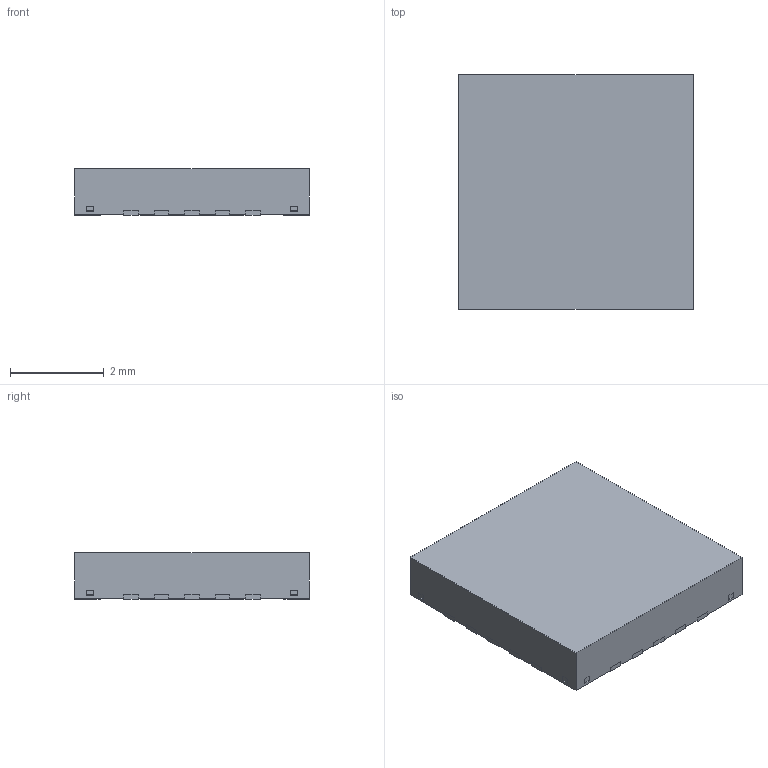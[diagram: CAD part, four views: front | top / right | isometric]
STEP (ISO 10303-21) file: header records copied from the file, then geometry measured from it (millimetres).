
FILE_DESCRIPTION((''),'2;1');
FILE_NAME('RGW0020B_ASM','2016-06-28T',('a0412086'),(''),'CREO PARAMETRIC BY PTC INC, 2016050','CREO PARAMETRIC BY PTC INC, 2016050','');
FILE_SCHEMA(('AUTOMOTIVE_DESIGN { 1 0 10303 214 1 1 1 1 }'));
Length unit declared in the file: millimetre
Products named in the file (4): BODY-QFN; FRAME-RGW0020B; PIN1-ID; RGW0020B_ASM
Assembly tree (3 placements, depth 2):
  RGW0020B_ASM
    BODY-QFN
    FRAME-RGW0020B
    PIN1-ID
Bounding box: 5 x 5 x 1 mm (x, y, z)
Volume: 24.6 mm3; surface area: 100.5 mm2
Topology: 26 solids, 26 shells, 285 faces, 690 edges, 460 vertices
Faces by surface type: plane 245, cylinder 40
Entity records: 11055 total; most frequent: CARTESIAN_POINT 1449, ORIENTED_EDGE 1380, DIRECTION 1354, PRESENTATION_STYLE_ASSIGNMENT 738, STYLED_ITEM 716, CURVE_STYLE 690, EDGE_CURVE 690, VECTOR 610
